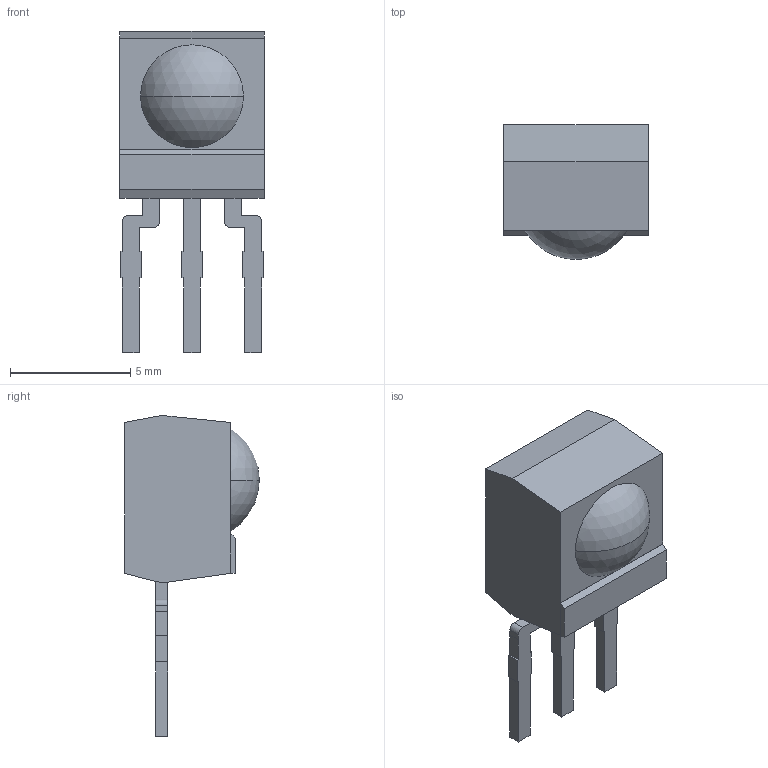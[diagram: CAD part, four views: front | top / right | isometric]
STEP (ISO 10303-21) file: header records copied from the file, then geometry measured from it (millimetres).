
FILE_DESCRIPTION(('FreeCAD Model'),'2;1');
FILE_NAME('Vishay_MOLD-3pin.step', '2018-01-27T16:00:09',('kicad StepUp'),('ksu MCAD'), 'Open CASCADE STEP processor 6.8','FreeCAD','Unknown');
FILE_SCHEMA(('AUTOMOTIVE_DESIGN_CC2 { 1 2 10303 214 -1 1 5 4 }'));
Length unit declared in the file: millimetre
Products named in the file (1): Vishay_MOLD-3pin
Bounding box: 6 x 5.6 x 13.34 mm (x, y, z)
Volume: 193.4 mm3; surface area: 244.5 mm2
Topology: 1 solids, 1 shells, 75 faces, 212 edges, 140 vertices
Faces by surface type: plane 69, cylinder 4, sphere 2
Entity records: 1642 total; most frequent: ORIENTED_EDGE 318, EDGE_CURVE 212, CARTESIAN_POINT 207, LINE 195, VERTEX_POINT 140, AXIS2_PLACEMENT_3D 82, FACE_BOUND 76, EDGE_LOOP 76
